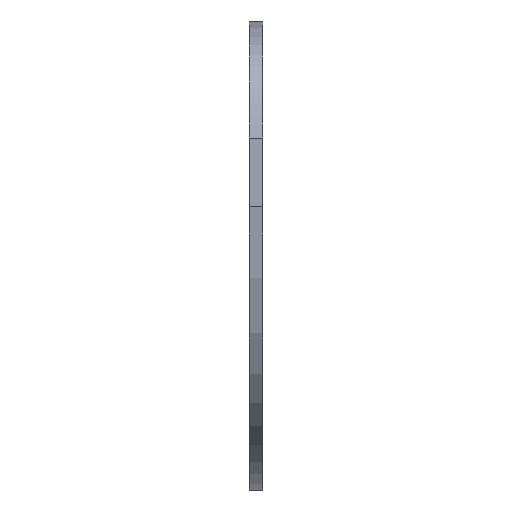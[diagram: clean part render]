
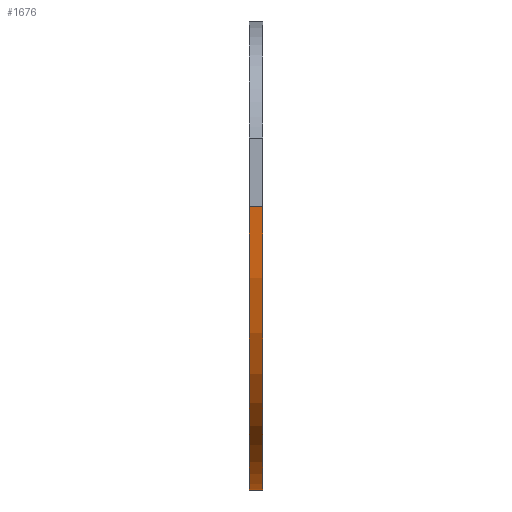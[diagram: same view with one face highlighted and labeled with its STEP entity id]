
A CAD part, left-side view. The second image highlights one B-rep face of the part: STEP entity #1676.
In plain terms, the highlighted free-form (B-spline) face has degree [5, 1] with [8, 2] control points.
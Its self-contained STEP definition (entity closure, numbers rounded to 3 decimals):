
#57=(
BOUNDED_CURVE()
B_SPLINE_CURVE(5,(#3022,#3023,#3024,#3025,#3026,#3027,#3028,#3029),
 .UNSPECIFIED.,.F.,.F.)
B_SPLINE_CURVE_WITH_KNOTS((6,1,1,6),(0.256,0.333,
0.667,1.),.UNSPECIFIED.)
CURVE()
GEOMETRIC_REPRESENTATION_ITEM()
RATIONAL_B_SPLINE_CURVE((1.,1.,1.,1.,1.,1.,1.,1.))
REPRESENTATION_ITEM('')
);
#58=(
BOUNDED_CURVE()
B_SPLINE_CURVE(5,(#3031,#3032,#3033,#3034,#3035,#3036,#3037,#3038),
 .UNSPECIFIED.,.F.,.F.)
B_SPLINE_CURVE_WITH_KNOTS((6,1,1,6),(0.256,0.333,
0.667,1.),.UNSPECIFIED.)
CURVE()
GEOMETRIC_REPRESENTATION_ITEM()
RATIONAL_B_SPLINE_CURVE((1.,1.,1.,1.,1.,1.,1.,1.))
REPRESENTATION_ITEM('')
);
#64=(
BOUNDED_SURFACE()
B_SPLINE_SURFACE(5,1,((#3005,#3006),(#3007,#3008),(#3009,#3010),(#3011,
#3012),(#3013,#3014),(#3015,#3016),(#3017,#3018),(#3019,#3020)),
 .UNSPECIFIED.,.F.,.F.,.F.)
B_SPLINE_SURFACE_WITH_KNOTS((6,1,1,6),(2,2),(0.256,0.333,
0.667,1.),(0.,0.16),.UNSPECIFIED.)
GEOMETRIC_REPRESENTATION_ITEM()
RATIONAL_B_SPLINE_SURFACE(((1.,1.),(1.,1.),(1.,1.),(1.,1.),(1.,1.),(1.,
1.),(1.,1.),(1.,1.)))
REPRESENTATION_ITEM('')
SURFACE()
);
#240=FACE_OUTER_BOUND('',#321,.T.);
#321=EDGE_LOOP('',(#1372,#1373,#1374,#1375));
#514=LINE('',#3004,#675);
#515=LINE('',#3039,#676);
#675=VECTOR('',#2086,10.);
#676=VECTOR('',#2087,10.);
#835=VERTEX_POINT('',#2986);
#836=VERTEX_POINT('',#2995);
#837=VERTEX_POINT('',#3021);
#838=VERTEX_POINT('',#3030);
#1064=EDGE_CURVE('',#835,#836,#514,.T.);
#1065=EDGE_CURVE('',#837,#835,#57,.T.);
#1066=EDGE_CURVE('',#838,#836,#58,.T.);
#1067=EDGE_CURVE('',#837,#838,#515,.T.);
#1372=ORIENTED_EDGE('',*,*,#1065,.T.);
#1373=ORIENTED_EDGE('',*,*,#1064,.T.);
#1374=ORIENTED_EDGE('',*,*,#1066,.F.);
#1375=ORIENTED_EDGE('',*,*,#1067,.F.);
#1676=ADVANCED_FACE('',(#240),#64,.T.);
#2086=DIRECTION('',(0.,-1.,0.));
#2087=DIRECTION('',(0.,-1.,0.));
#2986=CARTESIAN_POINT('',(0.,-0.9,9.1));
#2995=CARTESIAN_POINT('',(0.,-2.5,9.1));
#3004=CARTESIAN_POINT('',(0.,-0.9,9.1));
#3005=CARTESIAN_POINT('Ctrl Pts',(-72.483,-0.9,
5.1));
#3006=CARTESIAN_POINT('Ctrl Pts',(-72.483,-2.5,5.1));
#3007=CARTESIAN_POINT('Ctrl Pts',(-72.433,-0.9,
2.956));
#3008=CARTESIAN_POINT('Ctrl Pts',(-72.433,-2.5,2.956));
#3009=CARTESIAN_POINT('Ctrl Pts',(-71.544,-0.9,
-8.57));
#3010=CARTESIAN_POINT('Ctrl Pts',(-71.544,-2.5,-8.57));
#3011=CARTESIAN_POINT('Ctrl Pts',(-64.364,-0.9,
-28.857));
#3012=CARTESIAN_POINT('Ctrl Pts',(-64.364,-2.5,-28.857));
#3013=CARTESIAN_POINT('Ctrl Pts',(-44.632,-0.9,
-31.9));
#3014=CARTESIAN_POINT('Ctrl Pts',(-44.632,-2.5,-31.9));
#3015=CARTESIAN_POINT('Ctrl Pts',(0.,-0.9,
-31.9));
#3016=CARTESIAN_POINT('Ctrl Pts',(0.,-2.5,
-31.9));
#3017=CARTESIAN_POINT('Ctrl Pts',(-13.,-0.9,9.1));
#3018=CARTESIAN_POINT('Ctrl Pts',(-13.,-2.5,9.1));
#3019=CARTESIAN_POINT('Ctrl Pts',(0.,-0.9,
9.1));
#3020=CARTESIAN_POINT('Ctrl Pts',(0.,-2.5,
9.1));
#3021=CARTESIAN_POINT('',(-72.483,-0.9,5.1));
#3022=CARTESIAN_POINT('Ctrl Pts',(-72.483,-0.9,
5.1));
#3023=CARTESIAN_POINT('Ctrl Pts',(-72.433,-0.9,
2.956));
#3024=CARTESIAN_POINT('Ctrl Pts',(-71.544,-0.9,
-8.57));
#3025=CARTESIAN_POINT('Ctrl Pts',(-64.364,-0.9,
-28.857));
#3026=CARTESIAN_POINT('Ctrl Pts',(-44.632,-0.9,
-31.9));
#3027=CARTESIAN_POINT('Ctrl Pts',(0.,-0.9,
-31.9));
#3028=CARTESIAN_POINT('Ctrl Pts',(-13.,-0.9,9.1));
#3029=CARTESIAN_POINT('Ctrl Pts',(0.,-0.9,
9.1));
#3030=CARTESIAN_POINT('',(-72.483,-2.5,5.1));
#3031=CARTESIAN_POINT('Ctrl Pts',(-72.483,-2.5,5.1));
#3032=CARTESIAN_POINT('Ctrl Pts',(-72.433,-2.5,2.956));
#3033=CARTESIAN_POINT('Ctrl Pts',(-71.544,-2.5,-8.57));
#3034=CARTESIAN_POINT('Ctrl Pts',(-64.364,-2.5,-28.857));
#3035=CARTESIAN_POINT('Ctrl Pts',(-44.632,-2.5,-31.9));
#3036=CARTESIAN_POINT('Ctrl Pts',(0.,-2.5,
-31.9));
#3037=CARTESIAN_POINT('Ctrl Pts',(-13.,-2.5,9.1));
#3038=CARTESIAN_POINT('Ctrl Pts',(0.,-2.5,
9.1));
#3039=CARTESIAN_POINT('',(-72.483,-0.9,5.1));
